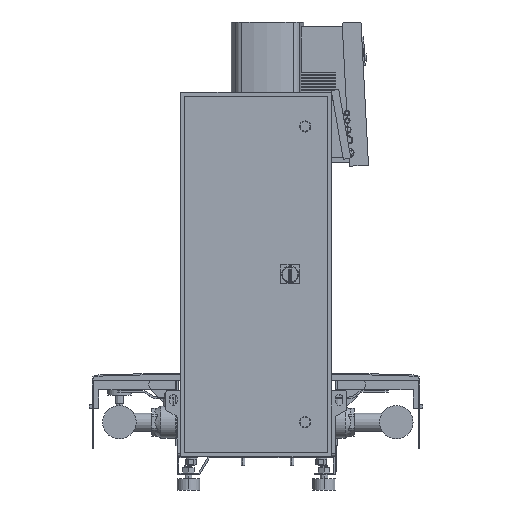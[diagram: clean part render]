
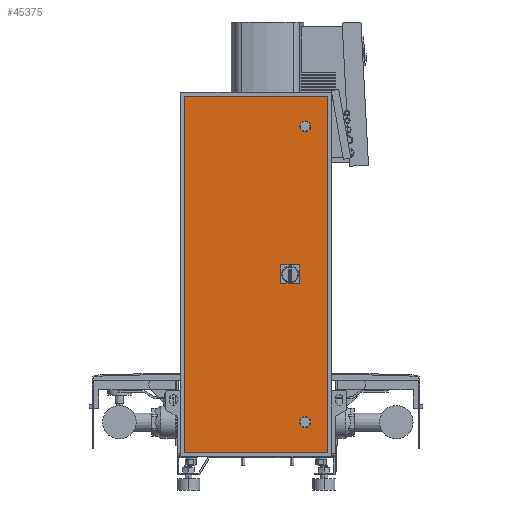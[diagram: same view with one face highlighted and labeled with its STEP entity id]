
A CAD part, left-side view. The second image highlights one B-rep face of the part: STEP entity #45375.
In plain terms, the highlighted free-form (B-spline) face has degree [1, 1] with [2, 2] control points.
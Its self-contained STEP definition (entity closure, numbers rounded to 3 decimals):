
#44895=CARTESIAN_POINT('',(-200.0,-130.0,165.0));
#44896=VERTEX_POINT('',#44895);
#44912=CARTESIAN_POINT('',(-200.0,-130.0,195.0));
#44913=VERTEX_POINT('',#44912);
#44920=CARTESIAN_POINT('',(-200.0,-130.0,180.0));
#44921=DIRECTION('',(1.0,0.0,0.0));
#44922=DIRECTION('',(0.0,0.0,-1.0));
#44923=AXIS2_PLACEMENT_3D('',#44920,#44921,#44922);
#44924=CIRCLE('',#44923,15.0);
#44925=EDGE_CURVE('',#44896,#44913,#44924,.T.);
#44977=CARTESIAN_POINT('',(-200.0,-130.0,950.0));
#44978=VERTEX_POINT('',#44977);
#44994=CARTESIAN_POINT('',(-200.0,-130.0,980.0));
#44995=VERTEX_POINT('',#44994);
#45002=CARTESIAN_POINT('',(-200.0,-130.0,965.0));
#45003=DIRECTION('',(1.0,0.0,0.0));
#45004=DIRECTION('',(0.0,0.0,-1.0));
#45005=AXIS2_PLACEMENT_3D('',#45002,#45003,#45004);
#45006=CIRCLE('',#45005,15.0);
#45007=EDGE_CURVE('',#44978,#44995,#45006,.T.);
#45116=CARTESIAN_POINT('',(-200.0,-130.0,965.0));
#45117=DIRECTION('',(1.0,0.0,0.0));
#45118=DIRECTION('',(0.0,0.0,-1.0));
#45119=AXIS2_PLACEMENT_3D('',#45116,#45117,#45118);
#45120=CIRCLE('',#45119,15.0);
#45121=EDGE_CURVE('',#44995,#44978,#45120,.T.);
#45172=CARTESIAN_POINT('',(-200.0,-130.0,180.0));
#45173=DIRECTION('',(1.0,0.0,0.0));
#45174=DIRECTION('',(0.0,0.0,-1.0));
#45175=AXIS2_PLACEMENT_3D('',#45172,#45173,#45174);
#45176=CIRCLE('',#45175,15.0);
#45177=EDGE_CURVE('',#44913,#44896,#45176,.T.);
#45265=CARTESIAN_POINT('',(-200.,190.,1045.0));
#45266=VERTEX_POINT('',#45265);
#45267=CARTESIAN_POINT('',(-200.,190.0,100.0));
#45268=VERTEX_POINT('',#45267);
#45269=CARTESIAN_POINT('',(-200.,190.,1045.0));
#45270=DIRECTION('',(0.0,0.0,-1.0));
#45271=VECTOR('',#45270,945.0);
#45272=LINE('',#45269,#45271);
#45273=EDGE_CURVE('',#45266,#45268,#45272,.T.);
#45296=CARTESIAN_POINT('',(-200.0,-190.0,100.0));
#45297=VERTEX_POINT('',#45296);
#45298=CARTESIAN_POINT('',(-200.,190.0,100.0));
#45299=DIRECTION('',(0.0,-1.0,0.0));
#45300=VECTOR('',#45299,380.0);
#45301=LINE('',#45298,#45300);
#45302=EDGE_CURVE('',#45268,#45297,#45301,.T.);
#45320=CARTESIAN_POINT('',(-200.0,-190.0,1045.0));
#45321=VERTEX_POINT('',#45320);
#45322=CARTESIAN_POINT('',(-200.0,-190.0,100.0));
#45323=DIRECTION('',(0.0,0.0,1.0));
#45324=VECTOR('',#45323,945.0);
#45325=LINE('',#45322,#45324);
#45326=EDGE_CURVE('',#45297,#45321,#45325,.T.);
#45344=CARTESIAN_POINT('',(-200.0,-190.0,1045.0));
#45345=DIRECTION('',(0.0,1.0,0.0));
#45346=VECTOR('',#45345,380.);
#45347=LINE('',#45344,#45346);
#45348=EDGE_CURVE('',#45321,#45266,#45347,.T.);
#45356=CARTESIAN_POINT('',(-200.0,190.0,1045.0));
#45357=CARTESIAN_POINT('',(-200.0,190.0,100.0));
#45358=CARTESIAN_POINT('',(-200.,-190.0,1045.0));
#45359=CARTESIAN_POINT('',(-200.0,-190.0,100.0));
#45360=B_SPLINE_SURFACE_WITH_KNOTS('',1,1,((#45356,#45358),(#45357,#45359)),.UNSPECIFIED.,.F.,.F.,.U.,(2,2),(2,2),(0.0,945.0),(0.0,380.0),.UNSPECIFIED.);
#45361=ORIENTED_EDGE('',*,*,#45273,.T.);
#45362=ORIENTED_EDGE('',*,*,#45302,.T.);
#45363=ORIENTED_EDGE('',*,*,#45326,.T.);
#45364=ORIENTED_EDGE('',*,*,#45348,.T.);
#45365=EDGE_LOOP('',(#45361,#45362,#45363,#45364));
#45366=FACE_OUTER_BOUND('',#45365,.T.);
#45367=ORIENTED_EDGE('',*,*,#45177,.T.);
#45368=ORIENTED_EDGE('',*,*,#44925,.T.);
#45369=EDGE_LOOP('',(#45367,#45368));
#45370=FACE_BOUND('',#45369,.T.);
#45371=ORIENTED_EDGE('',*,*,#45121,.T.);
#45372=ORIENTED_EDGE('',*,*,#45007,.T.);
#45373=EDGE_LOOP('',(#45371,#45372));
#45374=FACE_BOUND('',#45373,.T.);
#45375=ADVANCED_FACE('',(#45366,#45370,#45374),#45360,.T.);
